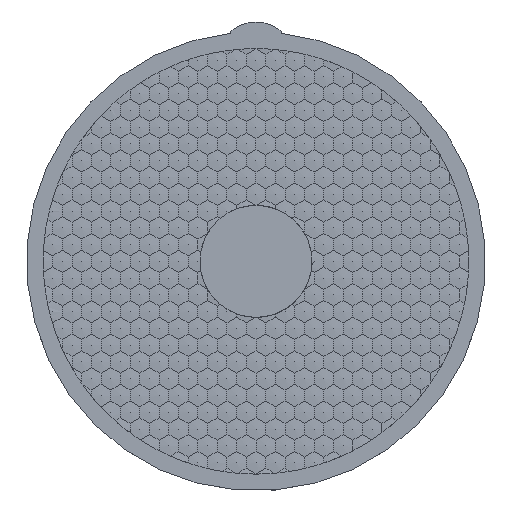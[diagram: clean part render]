
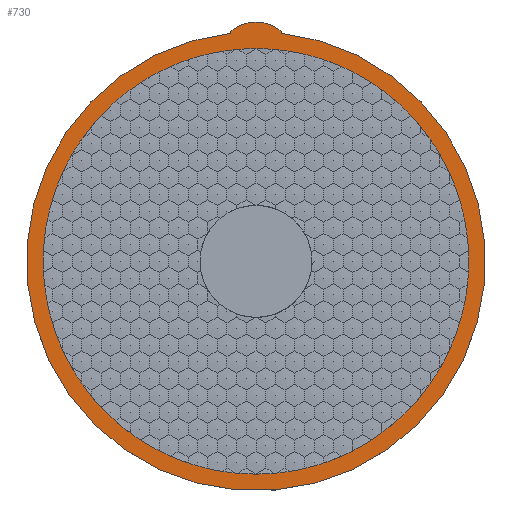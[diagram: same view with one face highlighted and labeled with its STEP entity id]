
A CAD part, top view. The second image highlights one B-rep face of the part: STEP entity #730.
In plain terms, the highlighted planar face has unit normal (0, 0, 1).
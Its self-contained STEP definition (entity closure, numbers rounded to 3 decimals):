
#44=PLANE('',#10608);
#53=LINE('',#17734,#61);
#56=LINE('',#17740,#64);
#61=VECTOR('',#14094,1.);
#64=VECTOR('',#14099,1.);
#77=FACE_BOUND('',#2156,.T.);
#78=FACE_BOUND('',#2157,.T.);
#730=ADVANCED_FACE('',(#77,#78),#44,.T.);
#2156=EDGE_LOOP('',(#5082,#5083,#5084,#5085));
#2157=EDGE_LOOP('',(#5086));
#5082=ORIENTED_EDGE('',*,*,#7546,.T.);
#5083=ORIENTED_EDGE('',*,*,#7553,.T.);
#5084=ORIENTED_EDGE('',*,*,#7555,.T.);
#5085=ORIENTED_EDGE('',*,*,#7550,.T.);
#5086=ORIENTED_EDGE('',*,*,#7541,.F.);
#6081=VERTEX_POINT('',#17713);
#6084=VERTEX_POINT('',#17725);
#6085=VERTEX_POINT('',#17727);
#6087=VERTEX_POINT('',#17732);
#6089=VERTEX_POINT('',#17739);
#7541=EDGE_CURVE('',#6081,#6081,#8837,.T.);
#7546=EDGE_CURVE('',#6085,#6084,#8841,.T.);
#7550=EDGE_CURVE('',#6087,#6085,#53,.T.);
#7553=EDGE_CURVE('',#6084,#6089,#56,.T.);
#7555=EDGE_CURVE('',#6089,#6087,#8843,.T.);
#8837=CIRCLE('',#10572,19.);
#8841=CIRCLE('',#10581,20.5);
#8843=CIRCLE('',#10586,3.5);
#10572=AXIS2_PLACEMENT_3D('',#17712,#14068,#14069);
#10581=AXIS2_PLACEMENT_3D('',#17726,#14087,#14088);
#10586=AXIS2_PLACEMENT_3D('',#17743,#14104,#14105);
#10608=AXIS2_PLACEMENT_3D('',#17765,#14148,#14149);
#14068=DIRECTION('',(0.,0.,1.));
#14069=DIRECTION('',(1.,0.,0.));
#14087=DIRECTION('',(0.,0.,1.));
#14088=DIRECTION('',(1.,0.,0.));
#14094=DIRECTION('',(0.,-1.,0.));
#14099=DIRECTION('',(0.,1.,0.));
#14104=DIRECTION('',(0.,0.,1.));
#14105=DIRECTION('',(-1.,0.,0.));
#14148=DIRECTION('',(0.,0.,1.));
#14149=DIRECTION('',(-1.,0.,0.));
#17712=CARTESIAN_POINT('',(0.,0.,29.2));
#17713=CARTESIAN_POINT('',(19.,0.,29.2));
#17725=CARTESIAN_POINT('',(2.25,20.376,29.2));
#17726=CARTESIAN_POINT('',(0.,0.,29.2));
#17727=CARTESIAN_POINT('',(-2.25,20.376,29.2));
#17732=CARTESIAN_POINT('',(-2.25,20.562,29.2));
#17734=CARTESIAN_POINT('',(-2.25,20.562,29.2));
#17739=CARTESIAN_POINT('',(2.25,20.562,29.2));
#17740=CARTESIAN_POINT('',(2.25,19.869,29.2));
#17743=CARTESIAN_POINT('',(0.,17.881,29.2));
#17765=CARTESIAN_POINT('',(0.,0.,29.2));
